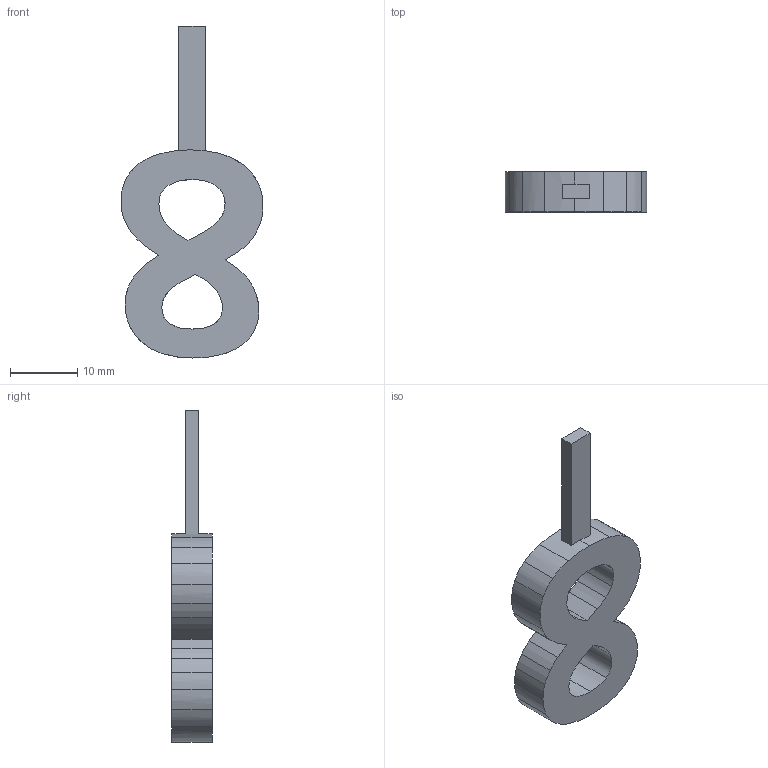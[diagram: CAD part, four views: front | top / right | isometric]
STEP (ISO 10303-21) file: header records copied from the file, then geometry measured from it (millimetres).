
FILE_DESCRIPTION(/* description */ (''),/* implementation_level */ '2;1');
FILE_NAME(/* name */ '8.step',/* time_stamp */ '2026-01-18T20:29:17+01:00',/* author */ (''),/* organization */ (''),/* preprocessor_version */ 'ST-DEVELOPER v20.1',/* originating_system */ 'Autodesk Translation Framework v14.21.0.0',/* authorisation */ '');
FILE_SCHEMA (('AUTOMOTIVE_DESIGN { 1 0 10303 214 3 1 1 }'));
Length unit declared in the file: millimetre
Products named in the file (2): 8; 8_1
Assembly tree (1 placements, depth 2):
  8
    8_1
Bounding box: 21.16 x 6 x 49.49 mm (x, y, z)
Volume: 2600.8 mm3; surface area: 2072.9 mm2
Topology: 2 solids, 2 shells, 126 faces, 357 edges, 238 vertices
Faces by surface type: bspline 110, plane 16
Entity records: 5167 total; most frequent: CARTESIAN_POINT 2612, ORIENTED_EDGE 714, EDGE_CURVE 357, VERTEX_POINT 238, B_SPLINE_CURVE_WITH_KNOTS 226, DIRECTION 169, EDGE_LOOP 133, LINE 131
